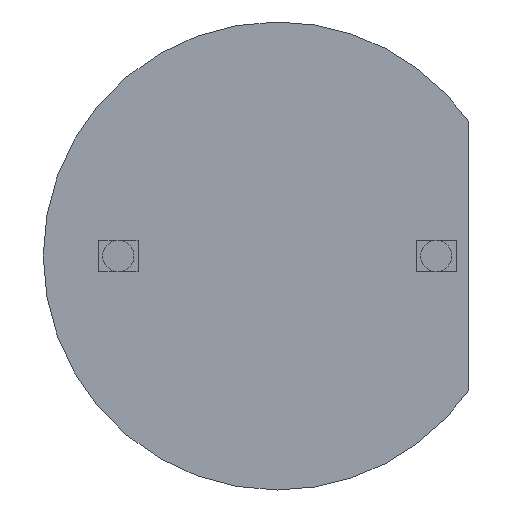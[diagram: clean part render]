
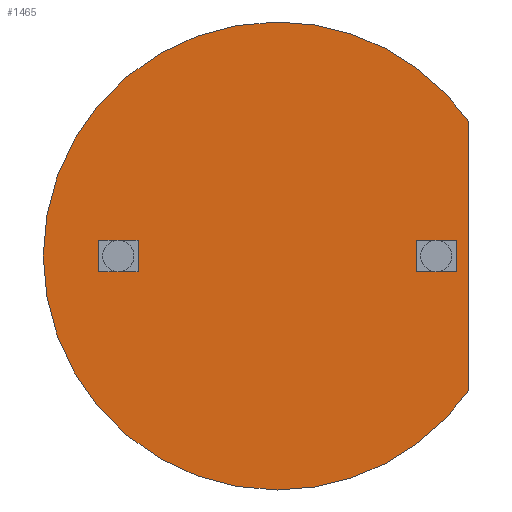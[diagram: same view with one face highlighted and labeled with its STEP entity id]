
A CAD part, front view. The second image highlights one B-rep face of the part: STEP entity #1465.
In plain terms, the highlighted planar face has unit normal (0, -1, 0).
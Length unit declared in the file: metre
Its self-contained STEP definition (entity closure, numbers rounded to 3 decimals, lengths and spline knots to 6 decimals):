
#21 = VECTOR ( 'NONE', #921, 1. ) ;
#58 = EDGE_CURVE ( 'NONE', #100, #1590, #495, .T. ) ;
#100 = VERTEX_POINT ( 'NONE', #2042 ) ;
#259 = AXIS2_PLACEMENT_3D ( 'NONE', #476, #680, #1252 ) ;
#265 = EDGE_LOOP ( 'NONE', ( #2077, #1645, #1423, #1051 ) ) ;
#318 = AXIS2_PLACEMENT_3D ( 'NONE', #2031, #2246, #2251 ) ;
#340 = VERTEX_POINT ( 'NONE', #2390 ) ;
#378 = CARTESIAN_POINT ( 'NONE',  ( 0., 0., 0. ) ) ;
#476 = CARTESIAN_POINT ( 'NONE',  ( 0., 0., 0. ) ) ;
#485 = DIRECTION ( 'NONE',  ( 0., 1., 0. ) ) ;
#495 = LINE ( 'NONE', #1818, #21 ) ;
#661 = PLANE ( 'NONE',  #1920 ) ;
#680 = DIRECTION ( 'NONE',  ( 0., 1., 0. ) ) ;
#760 = AXIS2_PLACEMENT_3D ( 'NONE', #378, #2238, #931 ) ;
#772 = CIRCLE ( 'NONE', #760, 0.00187 ) ;
#921 = DIRECTION ( 'NONE',  ( 0., 0., 1. ) ) ;
#931 = DIRECTION ( 'NONE',  ( 0., 0., 1. ) ) ;
#1051 = ORIENTED_EDGE ( 'NONE', *, *, #2298, .F. ) ;
#1052 = DIRECTION ( 'NONE',  ( 0., 0., 1. ) ) ;
#1080 = CARTESIAN_POINT ( 'NONE',  ( 0.00153, 0., 0.001075 ) ) ;
#1081 = EDGE_CURVE ( 'NONE', #100, #340, #772, .T. ) ;
#1252 = DIRECTION ( 'NONE',  ( 0., 0., 1. ) ) ;
#1346 = CARTESIAN_POINT ( 'NONE',  ( 0., 0., 0.00187 ) ) ;
#1414 = CIRCLE ( 'NONE', #318, 0.00187 ) ;
#1423 = ORIENTED_EDGE ( 'NONE', *, *, #1751, .F. ) ;
#1465 = ADVANCED_FACE ( 'NONE', ( #2171 ), #661, .F. ) ;
#1590 = VERTEX_POINT ( 'NONE', #1080 ) ;
#1645 = ORIENTED_EDGE ( 'NONE', *, *, #58, .T. ) ;
#1751 = EDGE_CURVE ( 'NONE', #2242, #1590, #1414, .T. ) ;
#1792 = CARTESIAN_POINT ( 'NONE',  ( 0., 0., 0. ) ) ;
#1818 = CARTESIAN_POINT ( 'NONE',  ( 0.00153, 0., 0. ) ) ;
#1920 = AXIS2_PLACEMENT_3D ( 'NONE', #1792, #485, #1052 ) ;
#2031 = CARTESIAN_POINT ( 'NONE',  ( 0., 0., 0. ) ) ;
#2042 = CARTESIAN_POINT ( 'NONE',  ( 0.00153, 0., -0.001075 ) ) ;
#2077 = ORIENTED_EDGE ( 'NONE', *, *, #1081, .F. ) ;
#2167 = CIRCLE ( 'NONE', #259, 0.00187 ) ;
#2171 = FACE_OUTER_BOUND ( 'NONE', #265, .T. ) ;
#2238 = DIRECTION ( 'NONE',  ( 0., 1., 0. ) ) ;
#2242 = VERTEX_POINT ( 'NONE', #1346 ) ;
#2246 = DIRECTION ( 'NONE',  ( 0., 1., 0. ) ) ;
#2251 = DIRECTION ( 'NONE',  ( 0., 0., 1. ) ) ;
#2298 = EDGE_CURVE ( 'NONE', #340, #2242, #2167, .T. ) ;
#2390 = CARTESIAN_POINT ( 'NONE',  ( 0., 0., -0.00187 ) ) ;
